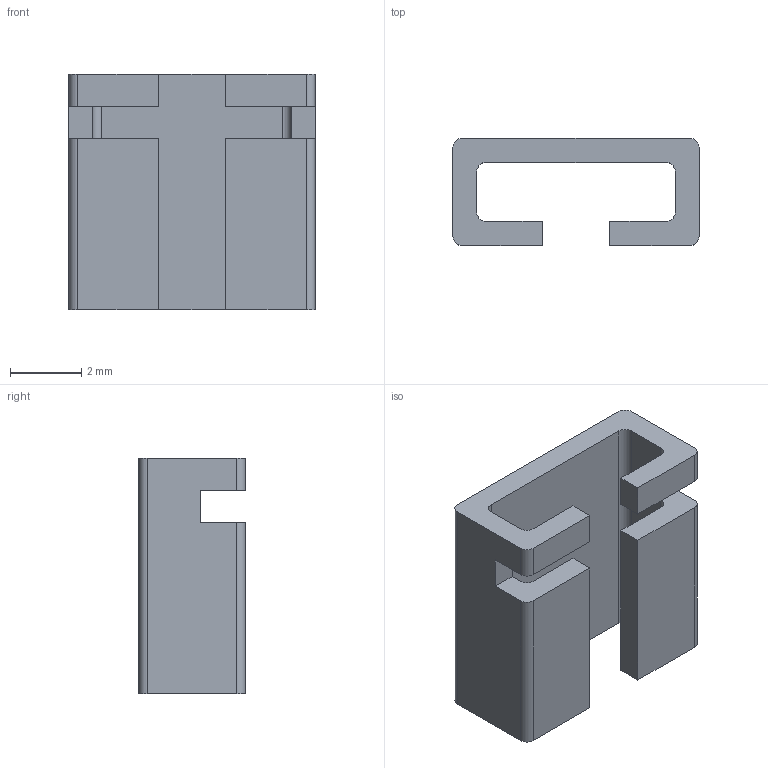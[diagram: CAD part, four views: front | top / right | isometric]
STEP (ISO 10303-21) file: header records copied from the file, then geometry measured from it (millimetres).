
FILE_DESCRIPTION (( 'STEP AP214' ), '1' );
FILE_NAME ('FKM5R0005FE-TR.STEP', '2023-05-18T06:40:01', ( '' ), ( '' ), 'SwSTEP 2.0', 'SolidWorks 2021', '' );
FILE_SCHEMA (( 'AUTOMOTIVE_DESIGN' ));
Length unit declared in the file: millimetre
Products named in the file (1): FKM5R0005FE-TR
Bounding box: 6.9 x 3 x 6.6 mm (x, y, z)
Volume: 63.6 mm3; surface area: 222 mm2
Topology: 1 solids, 1 shells, 38 faces, 108 edges, 72 vertices
Faces by surface type: plane 26, cylinder 12
Entity records: 1270 total; most frequent: CARTESIAN_POINT 219, ORIENTED_EDGE 216, DIRECTION 210, EDGE_CURVE 108, LINE 84, VECTOR 84, VERTEX_POINT 72, AXIS2_PLACEMENT_3D 63
